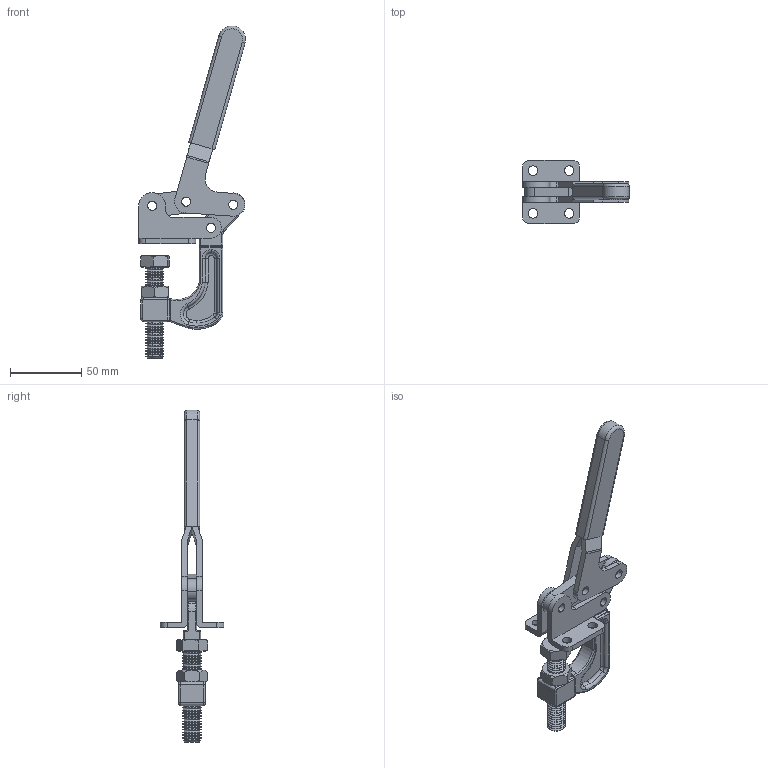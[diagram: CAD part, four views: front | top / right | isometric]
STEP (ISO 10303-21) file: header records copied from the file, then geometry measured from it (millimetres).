
FILE_DESCRIPTION (( 'STEP AP203' ), '1' );
FILE_NAME ('HS-80379 .STEP', '2022-08-23T11:32:29', ( '微软用户' ), ( '微软中国' ), 'SwSTEP 2.0', 'SolidWorks 2012', '' );
FILE_SCHEMA (( 'CONFIG_CONTROL_DESIGN' ));
Length unit declared in the file: millimetre
Products named in the file (8): HS-80379 ; hex jam nut_ai_HJNUT 0.5000-13-D-N; hex finished bolt_ai_HFBOLT 0.5-13x2.5x2.5-S; 忒參1; 蟀裝1; 薯旋; 噩砃菁釱; 菁釱
Assembly tree (7 placements, depth 2):
  HS-80379 
    菁釱
    噩砃菁釱
    薯旋
    蟀裝1
    忒參1
    hex finished bolt_ai_HFBOLT 0.5-13x2.5x2.5-S
    hex jam nut_ai_HJNUT 0.5000-13-D-N
Bounding box: 74.82 x 44.5 x 232.37 mm (x, y, z)
Volume: 75527.5 mm3; surface area: 37660.7 mm2
Topology: 7 solids, 7 shells, 644 faces, 1647 edges, 1024 vertices
Faces by surface type: cylinder 189, cone 156, plane 142, bspline 96, torus 51, sphere 10
Entity records: 25588 total; most frequent: CARTESIAN_POINT 9359, ORIENTED_EDGE 3274, DIRECTION 3194, EDGE_CURVE 1637, AXIS2_PLACEMENT_3D 1241, VERTEX_POINT 1024, VECTOR 712, LINE 712
